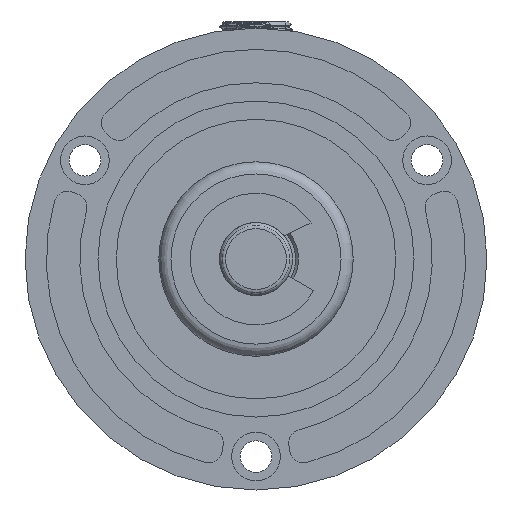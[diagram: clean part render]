
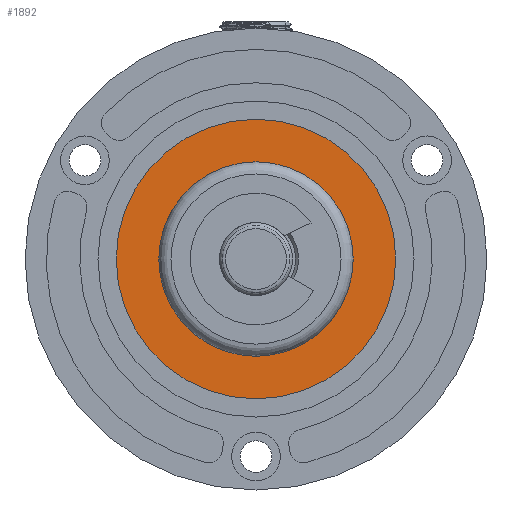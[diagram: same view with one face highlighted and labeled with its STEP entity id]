
A CAD part, front view. The second image highlights one B-rep face of the part: STEP entity #1892.
In plain terms, the highlighted planar face has unit normal (0, -1, 0).
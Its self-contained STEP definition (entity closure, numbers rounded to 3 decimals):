
#1177=FACE_BOUND('',#3403,.T.);
#1178=FACE_BOUND('',#3404,.T.);
#1566=CIRCLE('',#11034,23.);
#1568=CIRCLE('',#11038,8.5);
#1892=ADVANCED_FACE('',(#1177,#1178),#2449,.F.);
#2449=PLANE('',#11039);
#3403=EDGE_LOOP('',(#4732));
#3404=EDGE_LOOP('',(#4733));
#4732=ORIENTED_EDGE('',*,*,#8279,.T.);
#4733=ORIENTED_EDGE('',*,*,#8281,.T.);
#7166=VERTEX_POINT('',#15066);
#7168=VERTEX_POINT('',#15072);
#8279=EDGE_CURVE('',#7166,#7166,#1566,.T.);
#8281=EDGE_CURVE('',#7168,#7168,#1568,.T.);
#11034=AXIS2_PLACEMENT_3D('',#15065,#12319,#12320);
#11038=AXIS2_PLACEMENT_3D('',#15071,#12327,#12328);
#11039=AXIS2_PLACEMENT_3D('',#15073,#12329,#12330);
#12319=DIRECTION('',(0.,-1.,0.));
#12320=DIRECTION('',(0.,0.,1.));
#12327=DIRECTION('',(0.,1.,0.));
#12328=DIRECTION('',(1.,0.,0.));
#12329=DIRECTION('',(0.,1.,0.));
#12330=DIRECTION('',(0.,0.,-1.));
#15065=CARTESIAN_POINT('',(0.,-27.3,0.));
#15066=CARTESIAN_POINT('',(0.,-27.3,23.));
#15071=CARTESIAN_POINT('',(0.,-27.3,0.));
#15072=CARTESIAN_POINT('',(8.5,-27.3,0.));
#15073=CARTESIAN_POINT('',(0.,-27.3,-17.95));
